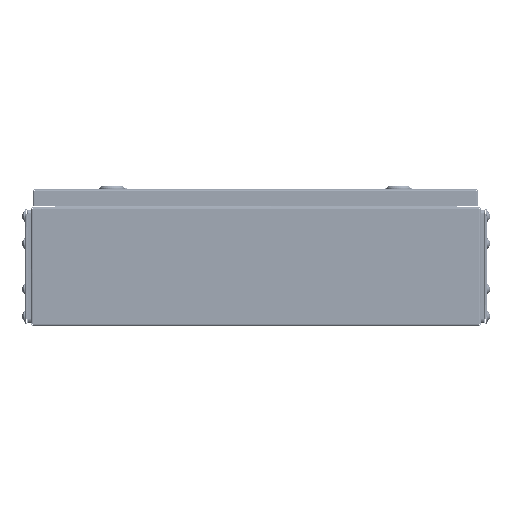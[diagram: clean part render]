
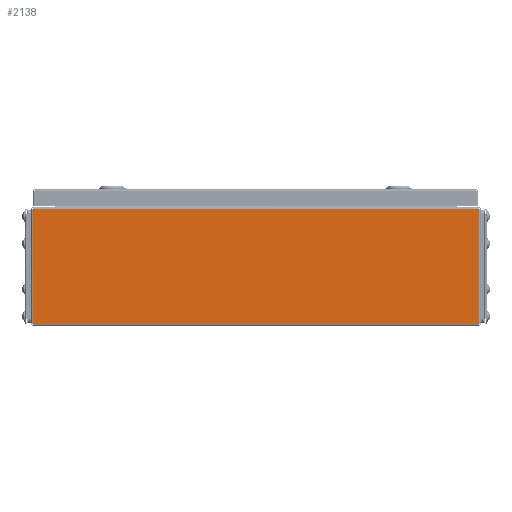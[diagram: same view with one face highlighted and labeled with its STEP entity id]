
A CAD part, left-side view. The second image highlights one B-rep face of the part: STEP entity #2138.
In plain terms, the highlighted planar face has unit normal (-1, 0, 0).
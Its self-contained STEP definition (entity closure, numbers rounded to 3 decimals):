
#1457 = VECTOR ( 'NONE', #17545, 1000. ) ;
#1827 = LINE ( 'NONE', #78531, #59477 ) ;
#2138 = ADVANCED_FACE ( 'NONE', ( #59153 ), #71118, .F. ) ;
#13535 = CARTESIAN_POINT ( 'NONE',  ( -250., -245.5, 127.5 ) ) ;
#17545 = DIRECTION ( 'NONE',  ( 0., 0., -1. ) ) ;
#18782 = VERTEX_POINT ( 'NONE', #79683 ) ;
#22881 = CARTESIAN_POINT ( 'NONE',  ( -250., -245.5, 127.5 ) ) ;
#23623 = ORIENTED_EDGE ( 'NONE', *, *, #45819, .T. ) ;
#25583 = CARTESIAN_POINT ( 'NONE',  ( -250., 245.5, 0. ) ) ;
#25889 = EDGE_CURVE ( 'NONE', #79185, #62066, #36960, .T. ) ;
#26192 = CARTESIAN_POINT ( 'NONE',  ( -250., 245.5, 127.5 ) ) ;
#31691 = DIRECTION ( 'NONE',  ( 1., 0., 0. ) ) ;
#32617 = VECTOR ( 'NONE', #45180, 1000. ) ;
#32903 = AXIS2_PLACEMENT_3D ( 'NONE', #46240, #31691, #57896 ) ;
#34399 = CARTESIAN_POINT ( 'NONE',  ( -250., 245.5, 1. ) ) ;
#34685 = ORIENTED_EDGE ( 'NONE', *, *, #25889, .T. ) ;
#36960 = LINE ( 'NONE', #22881, #41891 ) ;
#41891 = VECTOR ( 'NONE', #43002, 1000. ) ;
#43002 = DIRECTION ( 'NONE',  ( 0., 1., 0. ) ) ;
#45085 = EDGE_LOOP ( 'NONE', ( #34685, #80438, #50345, #23623 ) ) ;
#45180 = DIRECTION ( 'NONE',  ( 0., 1., 0. ) ) ;
#45819 = EDGE_CURVE ( 'NONE', #18782, #79185, #1827, .T. ) ;
#46240 = CARTESIAN_POINT ( 'NONE',  ( -250., 0., 0. ) ) ;
#50345 = ORIENTED_EDGE ( 'NONE', *, *, #83059, .F. ) ;
#50933 = EDGE_CURVE ( 'NONE', #62066, #57291, #64635, .T. ) ;
#57291 = VERTEX_POINT ( 'NONE', #34399 ) ;
#57896 = DIRECTION ( 'NONE',  ( 0., 0., -1. ) ) ;
#59153 = FACE_OUTER_BOUND ( 'NONE', #45085, .T. ) ;
#59477 = VECTOR ( 'NONE', #60578, 1000. ) ;
#60578 = DIRECTION ( 'NONE',  ( 0., 0., 1. ) ) ;
#62066 = VERTEX_POINT ( 'NONE', #26192 ) ;
#64635 = LINE ( 'NONE', #25583, #1457 ) ;
#71118 = PLANE ( 'NONE',  #32903 ) ;
#72188 = LINE ( 'NONE', #84158, #32617 ) ;
#78531 = CARTESIAN_POINT ( 'NONE',  ( -250., -245.5, 0. ) ) ;
#79185 = VERTEX_POINT ( 'NONE', #13535 ) ;
#79683 = CARTESIAN_POINT ( 'NONE',  ( -250., -245.5, 1. ) ) ;
#80438 = ORIENTED_EDGE ( 'NONE', *, *, #50933, .T. ) ;
#83059 = EDGE_CURVE ( 'NONE', #18782, #57291, #72188, .T. ) ;
#84158 = CARTESIAN_POINT ( 'NONE',  ( -250., 245.5, 1. ) ) ;
